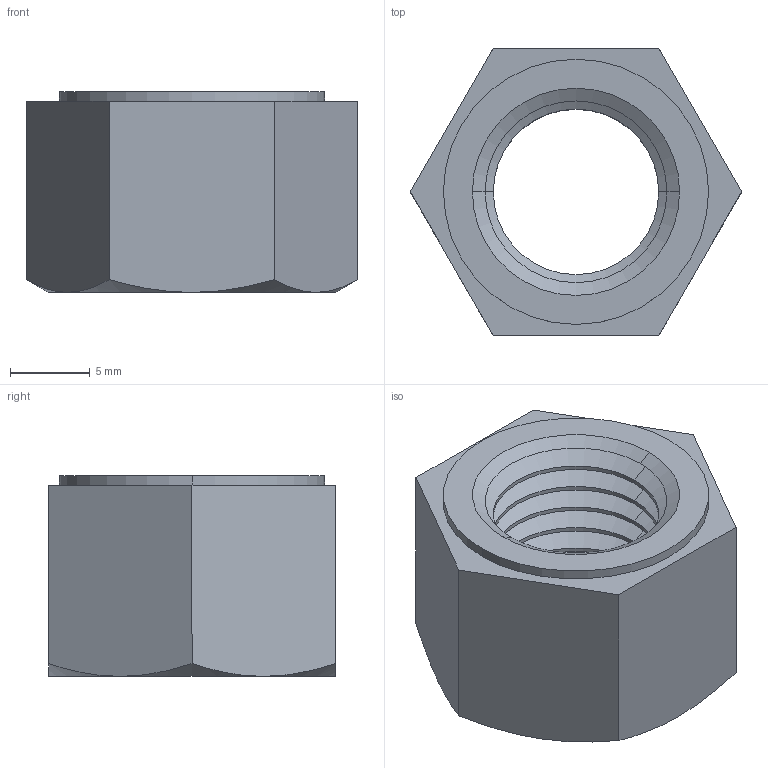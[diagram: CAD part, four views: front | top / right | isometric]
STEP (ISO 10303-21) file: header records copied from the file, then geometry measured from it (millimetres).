
FILE_DESCRIPTION (( 'STEP AP214' ), '1' );
FILE_NAME ('M12-A.STEP', '2021-10-17T16:32:26', ( 'China' ), ( 'Home' ), 'SwSTEP 2.0', 'SolidWorks 2018', '' );
FILE_SCHEMA (( 'AUTOMOTIVE_DESIGN' ));
Length unit declared in the file: millimetre
Products named in the file (1): M12-A
Bounding box: 20.78 x 18 x 12.6 mm (x, y, z)
Volume: 2193.4 mm3; surface area: 1906.9 mm2
Topology: 1 solids, 1 shells, 68 faces, 140 edges, 75 vertices
Faces by surface type: cone 43, cylinder 16, plane 9
Entity records: 1829 total; most frequent: CARTESIAN_POINT 352, DIRECTION 329, ORIENTED_EDGE 280, EDGE_CURVE 140, AXIS2_PLACEMENT_3D 132, VERTEX_POINT 75, EDGE_LOOP 71, FACE_OUTER_BOUND 68
